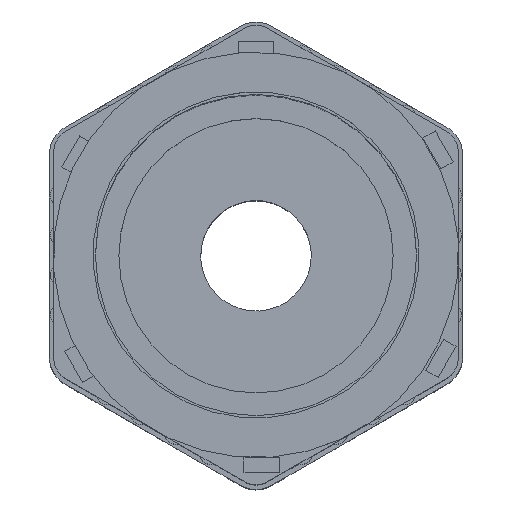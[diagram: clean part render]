
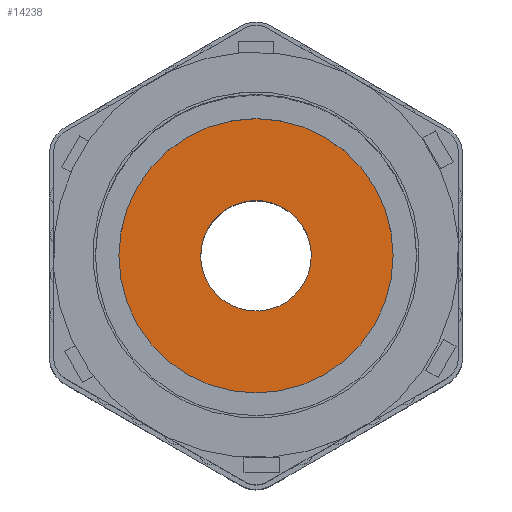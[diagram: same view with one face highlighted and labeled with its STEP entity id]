
A CAD part, top view. The second image highlights one B-rep face of the part: STEP entity #14238.
In plain terms, the highlighted planar face has unit normal (0, 0, 1).
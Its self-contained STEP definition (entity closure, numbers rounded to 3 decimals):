
#927 = FACE_BOUND ( 'NONE', #12184, .T. ) ;
#931 = FACE_OUTER_BOUND ( 'NONE', #12183, .T. ) ;
#1303 = PLANE ( 'NONE',  #24508 ) ;
#1310 = CARTESIAN_POINT ( 'NONE',  ( 0., 0., 0. ) ) ;
#1311 = DIRECTION ( 'NONE',  ( 0., 0., 1. ) ) ;
#1312 = DIRECTION ( 'NONE',  ( 1., 0., 0. ) ) ;
#8372 = AXIS2_PLACEMENT_3D ( 'NONE', #9056, #9057, #9058 ) ;
#8374 = AXIS2_PLACEMENT_3D ( 'NONE', #9066, #9067, #9068 ) ;
#8376 = AXIS2_PLACEMENT_3D ( 'NONE', #9072, #9073, #9074 ) ;
#8378 = AXIS2_PLACEMENT_3D ( 'NONE', #9080, #9081, #9082 ) ;
#9056 = CARTESIAN_POINT ( 'NONE',  ( 0., 0., 0. ) ) ;
#9057 = DIRECTION ( 'NONE',  ( 0., 0., 1. ) ) ;
#9058 = DIRECTION ( 'NONE',  ( 1., 0., 0. ) ) ;
#9066 = CARTESIAN_POINT ( 'NONE',  ( 0., 0., 0. ) ) ;
#9067 = DIRECTION ( 'NONE',  ( 0., 0., 1. ) ) ;
#9068 = DIRECTION ( 'NONE',  ( 1., 0., 0. ) ) ;
#9072 = CARTESIAN_POINT ( 'NONE',  ( 0., 0., 0. ) ) ;
#9073 = DIRECTION ( 'NONE',  ( 0., 0., 1. ) ) ;
#9074 = DIRECTION ( 'NONE',  ( 1., 0., 0. ) ) ;
#9080 = CARTESIAN_POINT ( 'NONE',  ( 0., 0., 0. ) ) ;
#9081 = DIRECTION ( 'NONE',  ( 0., 0., 1. ) ) ;
#9082 = DIRECTION ( 'NONE',  ( 1., 0., 0. ) ) ;
#9690 = CIRCLE ( 'NONE', #8372, 3.475 ) ;
#9697 = CIRCLE ( 'NONE', #8374, 10.1 ) ;
#9702 = CIRCLE ( 'NONE', #8376, 10.1 ) ;
#9704 = CIRCLE ( 'NONE', #8378, 3.475 ) ;
#11893 = CARTESIAN_POINT ( 'NONE',  ( -3.475, 0., 0. ) ) ;
#11894 = CARTESIAN_POINT ( 'NONE',  ( 3.475, 0., 0. ) ) ;
#11896 = CARTESIAN_POINT ( 'NONE',  ( 10.1, 0., 0. ) ) ;
#11897 = CARTESIAN_POINT ( 'NONE',  ( -10.1, 0., 0. ) ) ;
#12183 = EDGE_LOOP ( 'NONE', ( #12490, #12491 ) ) ;
#12184 = EDGE_LOOP ( 'NONE', ( #12488, #12489 ) ) ;
#12488 = ORIENTED_EDGE ( 'NONE', *, *, #14598, .F. ) ;
#12489 = ORIENTED_EDGE ( 'NONE', *, *, #14589, .F. ) ;
#12490 = ORIENTED_EDGE ( 'NONE', *, *, #14593, .T. ) ;
#12491 = ORIENTED_EDGE ( 'NONE', *, *, #14596, .T. ) ;
#14238 = ADVANCED_FACE ( 'NONE', ( #927, #931 ), #1303, .T. ) ;
#14589 = EDGE_CURVE ( 'NONE', #18069, #18070, #9690, .T. ) ;
#14593 = EDGE_CURVE ( 'NONE', #18072, #18073, #9697, .T. ) ;
#14596 = EDGE_CURVE ( 'NONE', #18073, #18072, #9702, .T. ) ;
#14598 = EDGE_CURVE ( 'NONE', #18070, #18069, #9704, .T. ) ;
#18069 = VERTEX_POINT ( 'NONE', #11893 ) ;
#18070 = VERTEX_POINT ( 'NONE', #11894 ) ;
#18072 = VERTEX_POINT ( 'NONE', #11896 ) ;
#18073 = VERTEX_POINT ( 'NONE', #11897 ) ;
#24508 = AXIS2_PLACEMENT_3D ( 'NONE', #1310, #1311, #1312 ) ;
